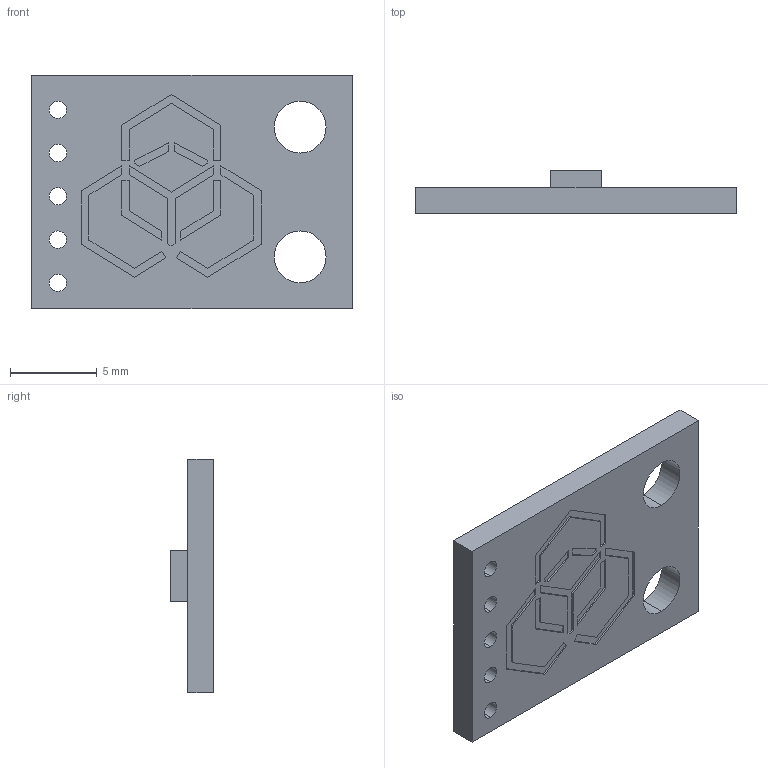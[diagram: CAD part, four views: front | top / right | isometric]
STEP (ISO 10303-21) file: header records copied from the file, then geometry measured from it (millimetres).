
FILE_DESCRIPTION(('FreeCAD Model'),'2;1');
FILE_NAME( 'GY-273.STEP' ,'2019-05-22T10:07:29',('Author'),(''), 'Open CASCADE STEP processor 7.2','FreeCAD','Unknown');
FILE_SCHEMA(('AUTOMOTIVE_DESIGN { 1 0 10303 214 1 1 1 1 }'));
Length unit declared in the file: millimetre
Products named in the file (2): Solid; Solid001
Bounding box: 18.5 x 2.5 x 13.5 mm (x, y, z)
Volume: 354.2 mm3; surface area: 652.5 mm2
Topology: 2 solids, 2 shells, 96 faces, 252 edges, 168 vertices
Faces by surface type: plane 82, cylinder 14
Entity records: 2992 total; most frequent: CARTESIAN_POINT 517, ORIENTED_EDGE 504, DIRECTION 474, EDGE_CURVE 252, LINE 224, VECTOR 224, VERTEX_POINT 168, AXIS2_PLACEMENT_3D 125
